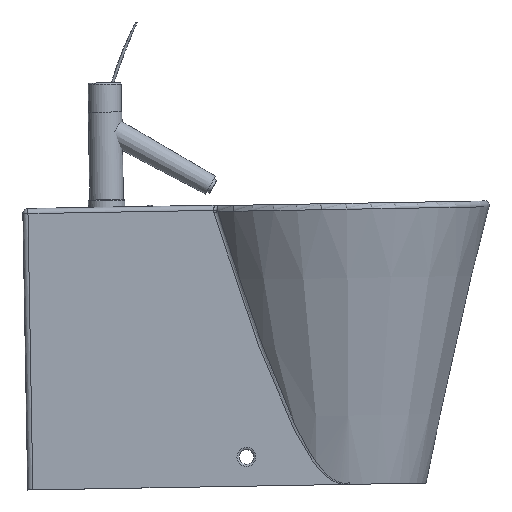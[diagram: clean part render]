
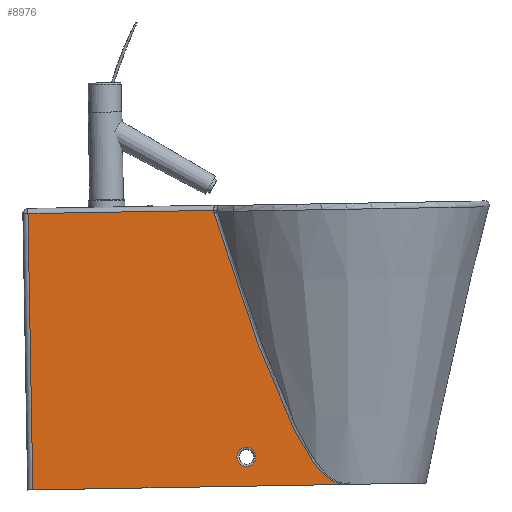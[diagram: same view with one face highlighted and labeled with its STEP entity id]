
A CAD part, left-side view. The second image highlights one B-rep face of the part: STEP entity #8976.
In plain terms, the highlighted face is planar.
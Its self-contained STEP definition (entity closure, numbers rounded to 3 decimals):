
#3140=CARTESIAN_POINT('',(-513.172,-228.598,-30.474));
#3141=VERTEX_POINT('',#3140);
#3196=CARTESIAN_POINT('',(-397.807,-6.845,-72.819));
#3197=VERTEX_POINT('',#3196);
#3205=CARTESIAN_POINT('',(-397.807,-6.845,-72.819));
#3206=DIRECTION('',(-0.455,-0.875,0.167));
#3207=VECTOR('',#3206,253.528);
#3208=LINE('',#3205,#3207);
#3209=EDGE_CURVE('',#3197,#3141,#3208,.T.);
#7850=CARTESIAN_POINT('',(-413.716,-536.248,-296.094));
#7851=VERTEX_POINT('',#7850);
#7858=CARTESIAN_POINT('',(-216.685,-157.517,-368.414));
#7859=VERTEX_POINT('',#7858);
#7860=CARTESIAN_POINT('',(-216.685,-157.517,-368.414));
#7861=DIRECTION('',(-0.455,-0.875,0.167));
#7862=VECTOR('',#7861,433.);
#7863=LINE('',#7860,#7862);
#7864=EDGE_CURVE('',#7859,#7851,#7863,.T.);
#8867=CARTESIAN_POINT('',(-216.685,-157.517,-368.414));
#8868=DIRECTION('',(-0.479,0.399,0.782));
#8869=VECTOR('',#8868,378.);
#8870=LINE('',#8867,#8869);
#8871=EDGE_CURVE('',#7859,#3197,#8870,.T.);
#8901=CARTESIAN_POINT('',(-213.499,-151.394,-369.583));
#8902=DIRECTION('',(-0.751,0.276,-0.6));
#8903=DIRECTION('',(-0.455,-0.875,0.167));
#8904=AXIS2_PLACEMENT_3D('',#8901,#8902,#8903);
#8905=PLANE('',#8904);
#8906=ORIENTED_EDGE('',*,*,#8871,.F.);
#8907=ORIENTED_EDGE('',*,*,#7864,.T.);
#8908=CARTESIAN_POINT('',(-413.943,-536.06,-295.725));
#8909=VERTEX_POINT('',#8908);
#8910=CARTESIAN_POINT('',(-413.716,-536.248,-296.094));
#8911=DIRECTION('',(-0.479,0.399,0.782));
#8912=VECTOR('',#8911,0.473);
#8913=LINE('',#8910,#8912);
#8914=EDGE_CURVE('',#7851,#8909,#8913,.T.);
#8915=ORIENTED_EDGE('',*,*,#8914,.T.);
#8916=CARTESIAN_POINT('',(-511.789,-230.365,-33.015));
#8917=VERTEX_POINT('',#8916);
#8918=CARTESIAN_POINT('',(-511.789,-230.365,-33.015));
#8919=CARTESIAN_POINT('',(-508.431,-236.801,-40.167));
#8920=CARTESIAN_POINT('',(-501.722,-249.741,-54.498));
#8921=CARTESIAN_POINT('',(-488.36,-275.89,-83.209));
#8922=CARTESIAN_POINT('',(-475.154,-302.402,-111.894));
#8923=CARTESIAN_POINT('',(-462.281,-329.223,-140.303));
#8924=CARTESIAN_POINT('',(-453.893,-347.25,-159.067));
#8925=CARTESIAN_POINT('',(-444.687,-367.695,-179.965));
#8926=CARTESIAN_POINT('',(-436.785,-386.079,-198.286));
#8927=CARTESIAN_POINT('',(-429.269,-404.811,-216.284));
#8928=CARTESIAN_POINT('',(-423.868,-419.097,-229.596));
#8929=CARTESIAN_POINT('',(-418.763,-433.692,-242.681));
#8930=CARTESIAN_POINT('',(-414.049,-448.707,-255.47));
#8931=CARTESIAN_POINT('',(-411.04,-459.96,-264.399));
#8932=CARTESIAN_POINT('',(-409.406,-467.09,-269.717));
#8933=CARTESIAN_POINT('',(-408.819,-469.787,-271.689));
#8934=CARTESIAN_POINT('',(-408.26,-472.51,-273.638));
#8935=CARTESIAN_POINT('',(-407.557,-476.174,-276.2));
#8936=CARTESIAN_POINT('',(-406.715,-481.093,-279.512));
#8937=CARTESIAN_POINT('',(-405.859,-487.364,-283.463));
#8938=CARTESIAN_POINT('',(-405.239,-494.044,-287.305));
#8939=CARTESIAN_POINT('',(-404.968,-500.89,-290.789));
#8940=CARTESIAN_POINT('',(-405.103,-506.162,-293.041));
#8941=CARTESIAN_POINT('',(-405.383,-509.744,-294.336));
#8942=CARTESIAN_POINT('',(-405.625,-512.146,-295.137));
#8943=CARTESIAN_POINT('',(-406.207,-516.425,-296.375));
#8944=CARTESIAN_POINT('',(-407.302,-521.411,-297.296));
#8945=CARTESIAN_POINT('',(-408.703,-525.653,-297.494));
#8946=CARTESIAN_POINT('',(-409.636,-528.028,-297.419));
#8947=CARTESIAN_POINT('',(-410.665,-530.374,-297.211));
#8948=CARTESIAN_POINT('',(-412.069,-533.113,-296.713));
#8949=CARTESIAN_POINT('',(-413.321,-535.136,-296.077));
#8950=CARTESIAN_POINT('',(-413.943,-536.06,-295.725));
#8951=B_SPLINE_CURVE_WITH_KNOTS('',3,(#8918,#8919,#8920,#8921,#8922,#8923,#8924,#8925,#8926,#8927,#8928,#8929,#8930,#8931,#8932,#8933,#8934,#8935,#8936,#8937,#8938,#8939,#8940,#8941,#8942,#8943,#8944,#8945,#8946,#8947,#8948,#8949,#8950),.UNSPECIFIED.,.F.,.U.,(4,1,1,1,1,1,1,1,1,1,1,1,1,1,1,1,1,1,1,1,1,1,1,1,1,1,1,1,1,1,4),(0.0,3.057,6.114,12.228,15.285,18.343,20.381,24.457,26.495,28.533,30.571,32.609,34.647,34.987,35.326,35.666,36.006,36.685,37.449,38.214,38.978,39.742,39.933,40.124,40.507,41.271,41.653,41.844,42.035,42.417,42.767),.UNSPECIFIED.);
#8952=EDGE_CURVE('',#8917,#8909,#8951,.T.);
#8953=ORIENTED_EDGE('',*,*,#8952,.F.);
#8954=CARTESIAN_POINT('',(-513.172,-228.598,-30.474));
#8955=CARTESIAN_POINT('',(-512.901,-228.823,-30.916));
#8956=CARTESIAN_POINT('',(-512.395,-229.349,-31.791));
#8957=CARTESIAN_POINT('',(-511.975,-230.008,-32.619));
#8958=CARTESIAN_POINT('',(-511.789,-230.365,-33.015));
#8959=B_SPLINE_CURVE_WITH_KNOTS('',3,(#8954,#8955,#8956,#8957,#8958),.UNSPECIFIED.,.F.,.U.,(4,1,4),(-0.339,-0.169,0.0),.UNSPECIFIED.);
#8960=EDGE_CURVE('',#3141,#8917,#8959,.T.);
#8961=ORIENTED_EDGE('',*,*,#8960,.F.);
#8962=ORIENTED_EDGE('',*,*,#3209,.F.);
#8963=EDGE_LOOP('',(#8906,#8907,#8915,#8953,#8961,#8962));
#8964=FACE_OUTER_BOUND('',#8963,.T.);
#8965=CARTESIAN_POINT('',(-362.948,-403.033,-298.363));
#8966=VERTEX_POINT('',#8965);
#8967=CARTESIAN_POINT('',(-369.177,-397.851,-288.197));
#8968=DIRECTION('',(-0.751,0.276,-0.6));
#8969=DIRECTION('',(-0.479,0.399,0.782));
#8970=AXIS2_PLACEMENT_3D('',#8967,#8968,#8969);
#8971=CIRCLE('',#8970,13.0);
#8972=EDGE_CURVE('',#8966,#8966,#8971,.T.);
#8973=ORIENTED_EDGE('',*,*,#8972,.F.);
#8974=EDGE_LOOP('',(#8973));
#8975=FACE_BOUND('',#8974,.T.);
#8976=ADVANCED_FACE('',(#8964,#8975),#8905,.T.);
